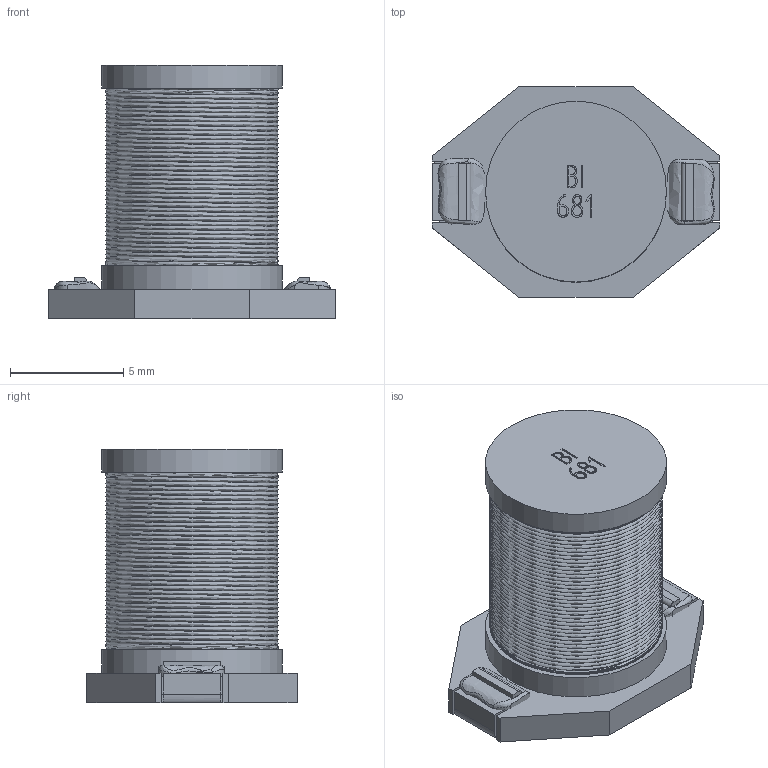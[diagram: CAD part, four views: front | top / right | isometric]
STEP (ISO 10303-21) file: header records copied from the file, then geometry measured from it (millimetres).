
FILE_DESCRIPTION(/* description */ ('Unknown'),/* implementation_level */ '2;1');
FILE_NAME(/* name */ 'HM71-40',/* time_stamp */ '2021-12-23T12:08:52+08:00',/* author */ ('Unknown'),/* organization */ ('Unknown'),/* preprocessor_version */ 'ST-DEVELOPER v16.7',/* originating_system */ 'Solid Edge',/* authorisation */ 'Unknown');
FILE_SCHEMA (('AUTOMOTIVE_DESIGN {1 0 10303 214 3 1 1}'));
Length unit declared in the file: millimetre
Products named in the file (3): HM71-40; Part1
Assembly tree (3 placements, depth 2):
  HM71-40
    HM71-40
    Part1  x2
Bounding box: 12.7 x 9.3 x 11.19 mm (x, y, z)
Volume: 262.8 mm3; surface area: 1007.2 mm2
Topology: 3 solids, 3 shells, 134 faces, 344 edges, 227 vertices
Faces by surface type: plane 88, bspline 40, cylinder 6
Full cylindrical faces by diameter (mm): 8 x2
Entity records: 8696 total; most frequent: CARTESIAN_POINT 5191, ORIENTED_EDGE 608, DIRECTION 424, EDGE_CURVE 304, LINE 210, VECTOR 210, VERTEX_POINT 205, EDGE_LOOP 139
